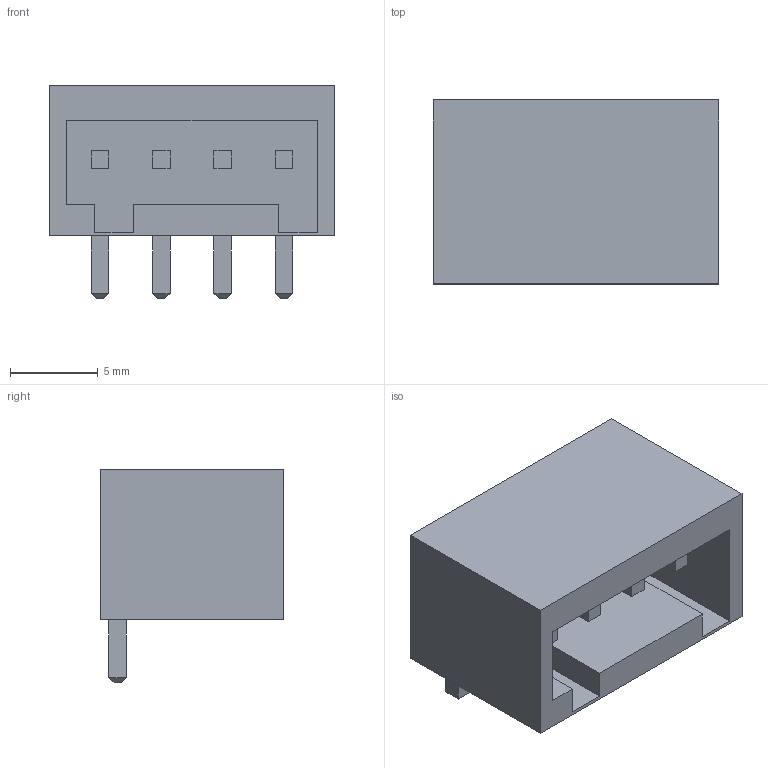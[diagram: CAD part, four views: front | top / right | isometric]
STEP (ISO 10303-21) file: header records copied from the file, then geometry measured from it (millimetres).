
FILE_DESCRIPTION (( 'STEP AP214' ), '1' );
FILE_NAME ('8EDGRC-3.5-04P.STEP', '2024-03-05T06:42:06', ( '' ), ( '' ), 'SwSTEP 2.0', 'SolidWorks 2019', '' );
FILE_SCHEMA (( 'AUTOMOTIVE_DESIGN' ));
Length unit declared in the file: millimetre
Products named in the file (1): 8EDGRC-3.5-04P
Bounding box: 16.3 x 10.5 x 12.2 mm (x, y, z)
Volume: 976 mm3; surface area: 1249.7 mm2
Topology: 1 solids, 1 shells, 73 faces, 170 edges, 108 vertices
Faces by surface type: plane 73
Entity records: 2666 total; most frequent: CARTESIAN_POINT 352, ORIENTED_EDGE 340, DIRECTION 318, LINE 170, EDGE_CURVE 170, VECTOR 170, VERTEX_POINT 108, EDGE_LOOP 82
